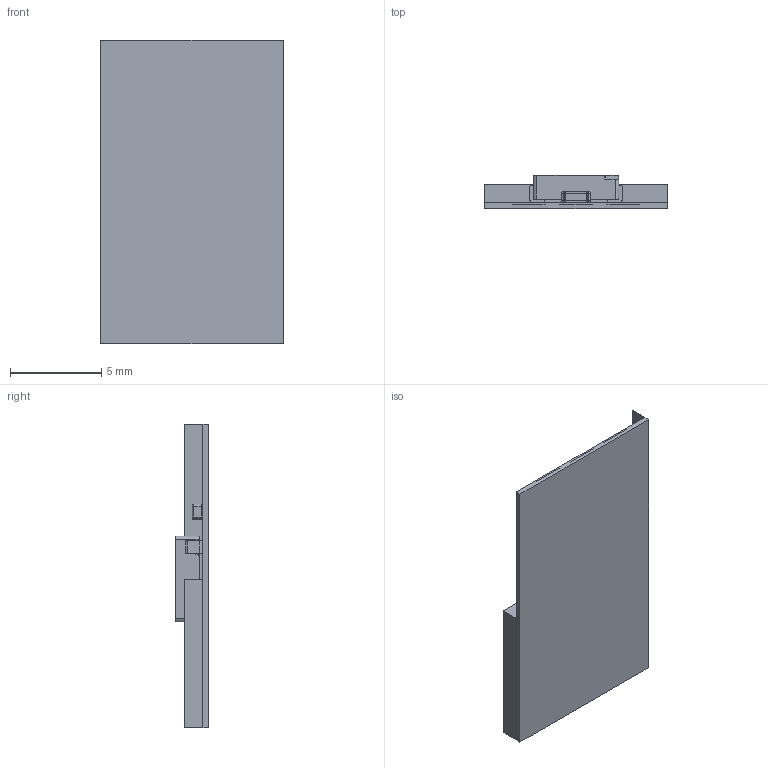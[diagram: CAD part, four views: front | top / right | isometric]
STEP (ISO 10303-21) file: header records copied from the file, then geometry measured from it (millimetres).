
FILE_DESCRIPTION((''),'2;1');
FILE_NAME('LS-5V-60-W10-WS2812_ASM','2020-08-16T',('Administrator'),(''),'PRO/ENGINEER BY PARAMETRIC TECHNOLOGY CORPORATION, 2011310','PRO/ENGINEER BY PARAMETRIC TECHNOLOGY CORPORATION, 2011310','');
FILE_SCHEMA(('AUTOMOTIVE_DESIGN_CC2 { 1 2 10303 214 -1 1 5 2 }'));
Length unit declared in the file: millimetre
Products named in the file (9): LS-5V-60-W10-WS2812_PLATE; LS-5V-60-W10-WS2812_PADS; LED_CHIP_WS2812_BASE; LED_CHIP_WS2812_CHIP; LED_CHIP_WS2812_SLICONE; LED_CHIP_WS2812_ELETRODE; LED_CHIP_WS2812_ASM; C0603; LS-5V-60-W10-WS2812_ASM
Assembly tree (11 placements, depth 3):
  LS-5V-60-W10-WS2812_ASM
    LS-5V-60-W10-WS2812_PLATE
    LS-5V-60-W10-WS2812_PADS
    LED_CHIP_WS2812_ASM
      LED_CHIP_WS2812_BASE
      LED_CHIP_WS2812_CHIP
      LED_CHIP_WS2812_SLICONE
      LED_CHIP_WS2812_ELETRODE  x4
    C0603
Bounding box: 10 x 1.8 x 16.67 mm (x, y, z)
Volume: 83.2 mm3; surface area: 760.1 mm2
Topology: 23 solids, 27 shells, 434 faces, 1110 edges, 732 vertices
Faces by surface type: plane 252, cylinder 138, sphere 24, torus 16, cone 2, bspline 2
Entity records: 16066 total; most frequent: CARTESIAN_POINT 2223, DIRECTION 2219, ORIENTED_EDGE 1958, PRESENTATION_STYLE_ASSIGNMENT 1095, STYLED_ITEM 1053, CURVE_STYLE 1029, EDGE_CURVE 1029, AXIS2_PLACEMENT_3D 762
